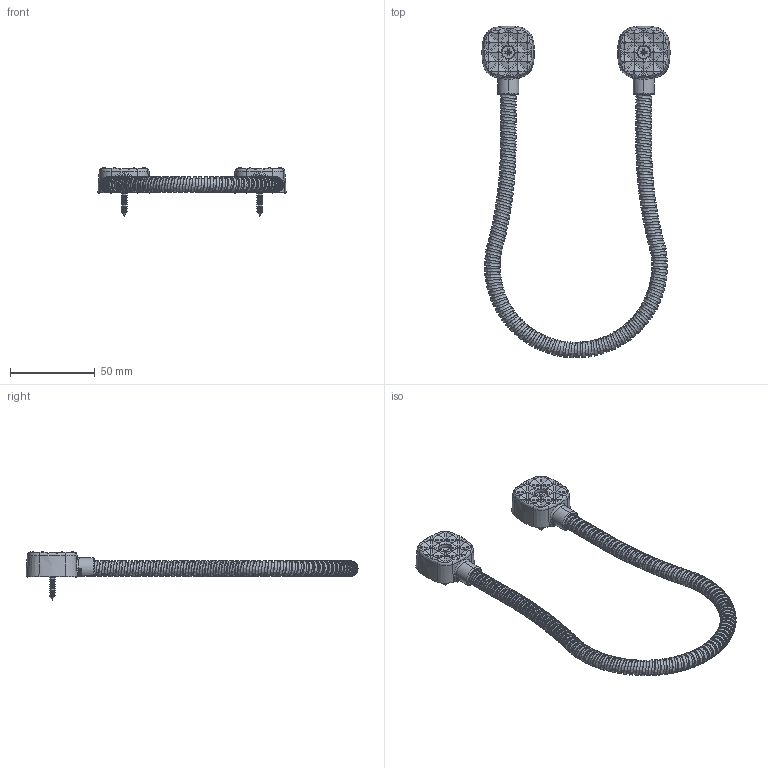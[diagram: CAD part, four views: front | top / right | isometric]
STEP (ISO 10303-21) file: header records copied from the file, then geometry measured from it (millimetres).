
FILE_DESCRIPTION (( 'STEP AP214' ), '1' );
FILE_NAME ('EFLEX7_STPALL.STEP', '2024-03-14T14:48:17', ( '' ), ( '' ), 'SwSTEP 2.0', 'SolidWorks 2020', '' );
FILE_SCHEMA (( 'AUTOMOTIVE_DESIGN' ));
Products named in the file (4): EFLEX7_STPALL; MP1241-SPIRAL DOOR LOOP DIAM 7 L400 mis en forme2_7mm; PRT_MP1238-END CAP_SERTI; Tapping screw DIN 7982-ST3.5x25-C-H-S_Tapping screw DIN 7982-ST3.5x25-C-H-S
Assembly tree (5 placements, depth 2):
  EFLEX7_STPALL
    MP1241-SPIRAL DOOR LOOP DIAM 7 L400 mis en forme2_7mm
    PRT_MP1238-END CAP_SERTI  x2
    Tapping screw DIN 7982-ST3.5x25-C-H-S_Tapping screw DIN 7982-ST3.5x25-C-H-S  x2
Bounding box: 111 x 195.8 x 28.48 mm (x, y, z)
Volume: 7405.9 mm3; surface area: 26592.3 mm2
Topology: 4 solids, 5 shells, 1189 faces, 3136 edges, 1962 vertices
Faces by surface type: plane 346, cone 326, torus 196, bspline 193, cylinder 88, sphere 40
Entity records: 90810 total; most frequent: CARTESIAN_POINT 76857, ORIENTED_EDGE 3114, DIRECTION 2676, EDGE_CURVE 1563, AXIS2_PLACEMENT_3D 1131, VERTEX_POINT 985, CIRCLE 624, EDGE_LOOP 613
